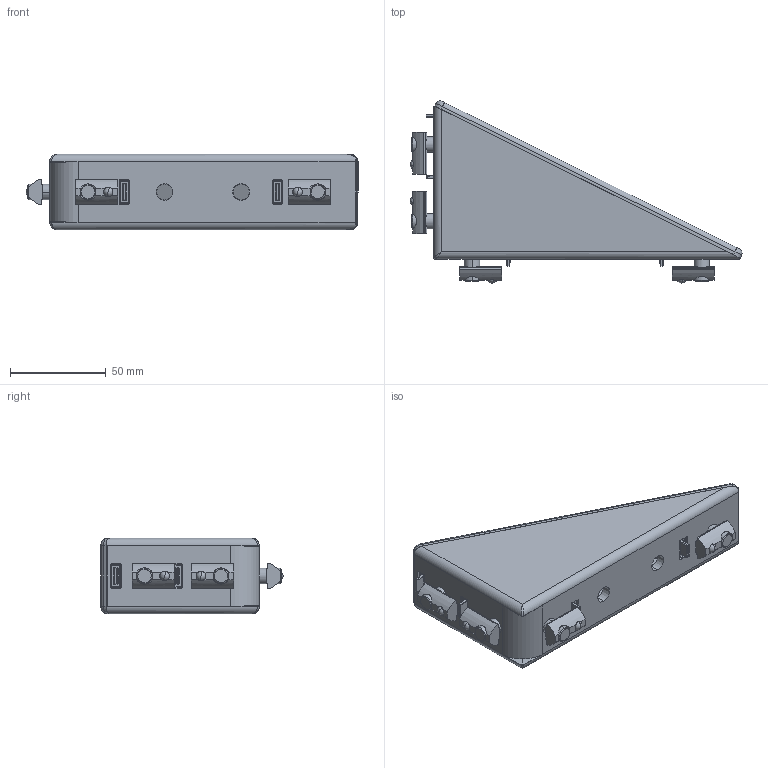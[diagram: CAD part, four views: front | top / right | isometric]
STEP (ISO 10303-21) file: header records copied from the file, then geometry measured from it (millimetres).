
FILE_DESCRIPTION (( 'STEP AP214' ), '1' );
FILE_NAME ('093W408N08S01.STEP', '2018-12-11T10:57:22', ( '' ), ( '' ), 'SwSTEP 2.0', 'SolidWorks 2017', '' );
FILE_SCHEMA (( 'AUTOMOTIVE_DESIGN' ));
Length unit declared in the file: millimetre
Products named in the file (8): 09602_-A-TAB_096028-102390; 340me007_340ME007; 340me023_340ME023; 09602_R01_-A-TAB_096028R01; 093WA408_Selection No pls; lens head screw DIN 7380 M8x16 -10.9_ISO 7380 - M4 x 8 --- 8N; 093W408N08_093W408N08; 093W408N08S01
Assembly tree (13 placements, depth 3):
  093W408N08S01
    093W408N08_093W408N08
    lens head screw DIN 7380 M8x16 -10.9_ISO 7380 - M4 x 8 --- 8N  x4
    093WA408_Selection No pls
    09602_-A-TAB_096028-102390  x4
      09602_R01_-A-TAB_096028R01
      340me023_340ME023
      340me007_340ME007
Bounding box: 173.42 x 95.16 x 39.5 mm (x, y, z)
Volume: 117756.8 mm3; surface area: 72061.7 mm2
Topology: 18 solids, 18 shells, 2160 faces, 5024 edges, 2808 vertices
Faces by surface type: bspline 688, cylinder 594, plane 386, sphere 216, torus 148, cone 128
Entity records: 69374 total; most frequent: CARTESIAN_POINT 30522, ORIENTED_EDGE 8850, DIRECTION 7189, EDGE_CURVE 4425, AXIS2_PLACEMENT_3D 3002, VERTEX_POINT 2496, EDGE_LOOP 2019, FACE_OUTER_BOUND 1971
